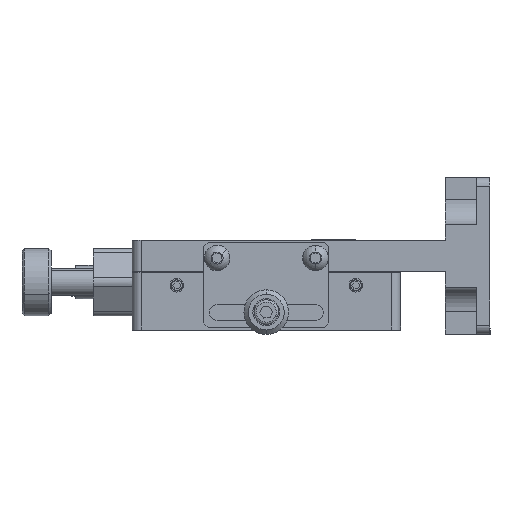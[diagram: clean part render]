
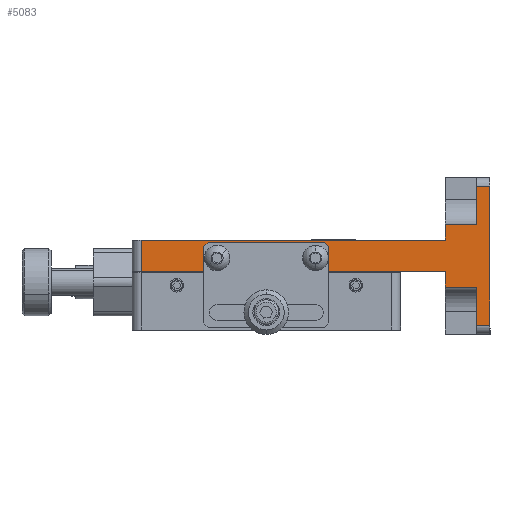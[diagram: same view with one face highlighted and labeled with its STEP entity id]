
A CAD part, left-side view. The second image highlights one B-rep face of the part: STEP entity #5083.
In plain terms, the highlighted planar face has unit normal (-1, 0, 0).
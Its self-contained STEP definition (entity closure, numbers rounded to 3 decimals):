
#82 = EDGE_CURVE ( 'NONE', #24927, #9926, #12731, .T. ) ;
#219 = CARTESIAN_POINT ( 'NONE',  ( -30., 0., -7. ) ) ;
#891 = CARTESIAN_POINT ( 'NONE',  ( -30., 68., -3.5 ) ) ;
#1079 = AXIS2_PLACEMENT_3D ( 'NONE', #33774, #18786, #33055 ) ;
#1458 = CARTESIAN_POINT ( 'NONE',  ( -30., -10., -17.5 ) ) ;
#1783 = ORIENTED_EDGE ( 'NONE', *, *, #5056, .F. ) ;
#1801 = CARTESIAN_POINT ( 'NONE',  ( -30., 27.75, -0.5 ) ) ;
#2066 = CARTESIAN_POINT ( 'NONE',  ( -30., 70., 3.5 ) ) ;
#2870 = VERTEX_POINT ( 'NONE', #1801 ) ;
#3073 = VERTEX_POINT ( 'NONE', #30739 ) ;
#3128 = CARTESIAN_POINT ( 'NONE',  ( -30., -7., -7. ) ) ;
#4431 = ORIENTED_EDGE ( 'NONE', *, *, #37137, .F. ) ;
#4819 = VERTEX_POINT ( 'NONE', #219 ) ;
#5017 = DIRECTION ( 'NONE',  ( 0., 0., 1. ) ) ;
#5056 = EDGE_CURVE ( 'NONE', #5208, #2870, #30947, .T. ) ;
#5083 = ADVANCED_FACE ( 'NONE', ( #24879, #39160, #27976 ), #46521, .F. ) ;
#5208 = VERTEX_POINT ( 'NONE', #43914 ) ;
#5631 = DIRECTION ( 'NONE',  ( 0., -1., 0. ) ) ;
#6958 = VERTEX_POINT ( 'NONE', #27011 ) ;
#7110 = CARTESIAN_POINT ( 'NONE',  ( -30., -7., -17.5 ) ) ;
#7203 = DIRECTION ( 'NONE',  ( -1., 0., 0. ) ) ;
#7527 = CARTESIAN_POINT ( 'NONE',  ( -30., -7., -15.5 ) ) ;
#8069 = VECTOR ( 'NONE', #15177, 1000. ) ;
#8181 = CARTESIAN_POINT ( 'NONE',  ( -30., -10., 15.5 ) ) ;
#8673 = CARTESIAN_POINT ( 'NONE',  ( -30., 68., 3.5 ) ) ;
#8791 = VECTOR ( 'NONE', #9130, 1000. ) ;
#9067 = DIRECTION ( 'NONE',  ( 0., 0., -1. ) ) ;
#9098 = CARTESIAN_POINT ( 'NONE',  ( -30., 0., 7. ) ) ;
#9130 = DIRECTION ( 'NONE',  ( 0., -1., 0. ) ) ;
#9785 = DIRECTION ( 'NONE',  ( 0., -1., 0. ) ) ;
#9860 = CARTESIAN_POINT ( 'NONE',  ( -30., -7., -15.5 ) ) ;
#9926 = VERTEX_POINT ( 'NONE', #33831 ) ;
#9975 = CARTESIAN_POINT ( 'NONE',  ( -30., 0., 3.5 ) ) ;
#10022 = DIRECTION ( 'NONE',  ( -1., 0., 0. ) ) ;
#10617 = CIRCLE ( 'NONE', #32659, 1.25 ) ;
#11187 = EDGE_CURVE ( 'NONE', #13260, #22119, #15247, .T. ) ;
#11504 = VERTEX_POINT ( 'NONE', #32537 ) ;
#11888 = EDGE_CURVE ( 'NONE', #22119, #6958, #32202, .T. ) ;
#12637 = EDGE_CURVE ( 'NONE', #21493, #28533, #32777, .T. ) ;
#12702 = DIRECTION ( 'NONE',  ( 0., 0., -1. ) ) ;
#12731 = LINE ( 'NONE', #41740, #8791 ) ;
#12876 = VECTOR ( 'NONE', #46230, 1000. ) ;
#12911 = LINE ( 'NONE', #15781, #39481 ) ;
#12930 = LINE ( 'NONE', #9098, #15408 ) ;
#13093 = VECTOR ( 'NONE', #42953, 1000. ) ;
#13105 = VERTEX_POINT ( 'NONE', #8673 ) ;
#13132 = VERTEX_POINT ( 'NONE', #37729 ) ;
#13260 = VERTEX_POINT ( 'NONE', #3128 ) ;
#13466 = AXIS2_PLACEMENT_3D ( 'NONE', #42968, #39388, #21308 ) ;
#14621 = EDGE_CURVE ( 'NONE', #24927, #13105, #12911, .T. ) ;
#14669 = EDGE_CURVE ( 'NONE', #2870, #5208, #10617, .T. ) ;
#14699 = CARTESIAN_POINT ( 'NONE',  ( -30., -7., 15.5 ) ) ;
#15090 = ORIENTED_EDGE ( 'NONE', *, *, #14621, .F. ) ;
#15177 = DIRECTION ( 'NONE',  ( 0., 1., 0. ) ) ;
#15247 = LINE ( 'NONE', #7110, #27936 ) ;
#15408 = VECTOR ( 'NONE', #12702, 1000. ) ;
#15781 = CARTESIAN_POINT ( 'NONE',  ( -30., 68., -6.5 ) ) ;
#15788 = CARTESIAN_POINT ( 'NONE',  ( -30., -7., 15.5 ) ) ;
#16182 = EDGE_CURVE ( 'NONE', #3073, #17630, #38911, .T. ) ;
#17630 = VERTEX_POINT ( 'NONE', #40637 ) ;
#18786 = DIRECTION ( 'NONE',  ( -1., 0., 0. ) ) ;
#18943 = EDGE_CURVE ( 'NONE', #13132, #11504, #23910, .T. ) ;
#19132 = CARTESIAN_POINT ( 'NONE',  ( -30., 51., -0.5 ) ) ;
#19559 = LINE ( 'NONE', #1458, #23815 ) ;
#20790 = VECTOR ( 'NONE', #5631, 1000. ) ;
#20842 = DIRECTION ( 'NONE',  ( 0., -1., 0. ) ) ;
#21308 = DIRECTION ( 'NONE',  ( 0., 1., 0. ) ) ;
#21493 = VERTEX_POINT ( 'NONE', #8181 ) ;
#21610 = CIRCLE ( 'NONE', #1079, 1.25 ) ;
#21715 = LINE ( 'NONE', #32415, #12876 ) ;
#22108 = ORIENTED_EDGE ( 'NONE', *, *, #16182, .T. ) ;
#22119 = VERTEX_POINT ( 'NONE', #7527 ) ;
#22335 = VECTOR ( 'NONE', #34627, 1000. ) ;
#22663 = DIRECTION ( 'NONE',  ( 0., 1., 0. ) ) ;
#23138 = CARTESIAN_POINT ( 'NONE',  ( -30., -7., -7. ) ) ;
#23581 = ORIENTED_EDGE ( 'NONE', *, *, #40615, .T. ) ;
#23595 = LINE ( 'NONE', #23138, #35397 ) ;
#23618 = EDGE_LOOP ( 'NONE', ( #42694, #28327, #4431, #24924, #47073, #22108, #27687, #26061, #15090, #44720, #23581, #32680 ) ) ;
#23815 = VECTOR ( 'NONE', #9067, 1000. ) ;
#23910 = CIRCLE ( 'NONE', #35276, 1.25 ) ;
#24050 = ORIENTED_EDGE ( 'NONE', *, *, #31881, .F. ) ;
#24089 = AXIS2_PLACEMENT_3D ( 'NONE', #46993, #42734, #20842 ) ;
#24879 = FACE_BOUND ( 'NONE', #35513, .T. ) ;
#24924 = ORIENTED_EDGE ( 'NONE', *, *, #12637, .T. ) ;
#24927 = VERTEX_POINT ( 'NONE', #891 ) ;
#26061 = ORIENTED_EDGE ( 'NONE', *, *, #30990, .F. ) ;
#27011 = CARTESIAN_POINT ( 'NONE',  ( -30., -10., -15.5 ) ) ;
#27687 = ORIENTED_EDGE ( 'NONE', *, *, #34698, .T. ) ;
#27936 = VECTOR ( 'NONE', #33073, 1000. ) ;
#27976 = FACE_OUTER_BOUND ( 'NONE', #23618, .T. ) ;
#28269 = ORIENTED_EDGE ( 'NONE', *, *, #18943, .F. ) ;
#28327 = ORIENTED_EDGE ( 'NONE', *, *, #11888, .T. ) ;
#28533 = VERTEX_POINT ( 'NONE', #15788 ) ;
#30288 = VECTOR ( 'NONE', #32429, 1000. ) ;
#30346 = LINE ( 'NONE', #34393, #22335 ) ;
#30739 = CARTESIAN_POINT ( 'NONE',  ( -30., -7., 7. ) ) ;
#30947 = CIRCLE ( 'NONE', #24089, 1.25 ) ;
#30990 = EDGE_CURVE ( 'NONE', #13105, #36274, #41381, .T. ) ;
#31881 = EDGE_CURVE ( 'NONE', #11504, #13132, #21610, .T. ) ;
#32202 = LINE ( 'NONE', #9860, #30288 ) ;
#32415 = CARTESIAN_POINT ( 'NONE',  ( -30., 0., 7. ) ) ;
#32429 = DIRECTION ( 'NONE',  ( 0., -1., 0. ) ) ;
#32537 = CARTESIAN_POINT ( 'NONE',  ( -30., 52.25, -0.5 ) ) ;
#32659 = AXIS2_PLACEMENT_3D ( 'NONE', #35721, #10022, #9785 ) ;
#32680 = ORIENTED_EDGE ( 'NONE', *, *, #33083, .F. ) ;
#32777 = LINE ( 'NONE', #14699, #8069 ) ;
#33055 = DIRECTION ( 'NONE',  ( 0., -1., 0. ) ) ;
#33073 = DIRECTION ( 'NONE',  ( 0., 0., -1. ) ) ;
#33083 = EDGE_CURVE ( 'NONE', #13260, #4819, #23595, .T. ) ;
#33774 = CARTESIAN_POINT ( 'NONE',  ( -30., 51., -0.5 ) ) ;
#33831 = CARTESIAN_POINT ( 'NONE',  ( -30., 0., -3.5 ) ) ;
#34393 = CARTESIAN_POINT ( 'NONE',  ( -30., -7., -17.5 ) ) ;
#34627 = DIRECTION ( 'NONE',  ( 0., 0., -1. ) ) ;
#34698 = EDGE_CURVE ( 'NONE', #17630, #36274, #12930, .T. ) ;
#35276 = AXIS2_PLACEMENT_3D ( 'NONE', #19132, #7203, #44369 ) ;
#35397 = VECTOR ( 'NONE', #22663, 1000. ) ;
#35513 = EDGE_LOOP ( 'NONE', ( #42180, #1783 ) ) ;
#35721 = CARTESIAN_POINT ( 'NONE',  ( -30., 29., -0.5 ) ) ;
#35796 = EDGE_CURVE ( 'NONE', #28533, #3073, #30346, .T. ) ;
#36274 = VERTEX_POINT ( 'NONE', #9975 ) ;
#37137 = EDGE_CURVE ( 'NONE', #21493, #6958, #19559, .T. ) ;
#37729 = CARTESIAN_POINT ( 'NONE',  ( -30., 49.75, -0.5 ) ) ;
#38911 = LINE ( 'NONE', #42490, #13093 ) ;
#39160 = FACE_BOUND ( 'NONE', #44226, .T. ) ;
#39388 = DIRECTION ( 'NONE',  ( 1., 0., 0. ) ) ;
#39481 = VECTOR ( 'NONE', #5017, 1000. ) ;
#40615 = EDGE_CURVE ( 'NONE', #9926, #4819, #21715, .T. ) ;
#40637 = CARTESIAN_POINT ( 'NONE',  ( -30., 0., 7. ) ) ;
#41381 = LINE ( 'NONE', #2066, #20790 ) ;
#41740 = CARTESIAN_POINT ( 'NONE',  ( -30., 70., -3.5 ) ) ;
#42180 = ORIENTED_EDGE ( 'NONE', *, *, #14669, .F. ) ;
#42490 = CARTESIAN_POINT ( 'NONE',  ( -30., -7., 7. ) ) ;
#42694 = ORIENTED_EDGE ( 'NONE', *, *, #11187, .T. ) ;
#42734 = DIRECTION ( 'NONE',  ( -1., 0., 0. ) ) ;
#42953 = DIRECTION ( 'NONE',  ( 0., 1., 0. ) ) ;
#42968 = CARTESIAN_POINT ( 'NONE',  ( -30., -7., 7. ) ) ;
#43914 = CARTESIAN_POINT ( 'NONE',  ( -30., 30.25, -0.5 ) ) ;
#44226 = EDGE_LOOP ( 'NONE', ( #28269, #24050 ) ) ;
#44369 = DIRECTION ( 'NONE',  ( 0., -1., 0. ) ) ;
#44720 = ORIENTED_EDGE ( 'NONE', *, *, #82, .T. ) ;
#46230 = DIRECTION ( 'NONE',  ( 0., 0., -1. ) ) ;
#46521 = PLANE ( 'NONE',  #13466 ) ;
#46993 = CARTESIAN_POINT ( 'NONE',  ( -30., 29., -0.5 ) ) ;
#47073 = ORIENTED_EDGE ( 'NONE', *, *, #35796, .T. ) ;
